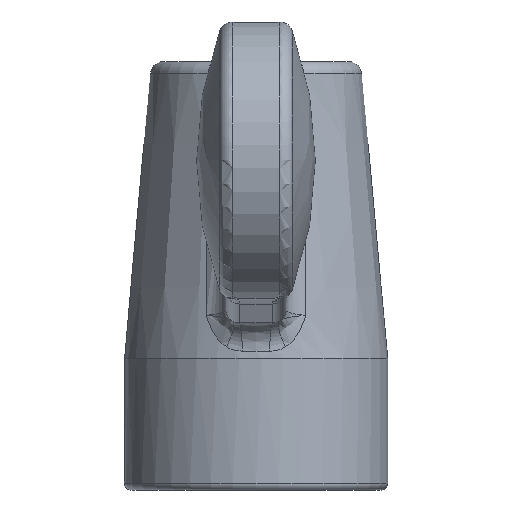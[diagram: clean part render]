
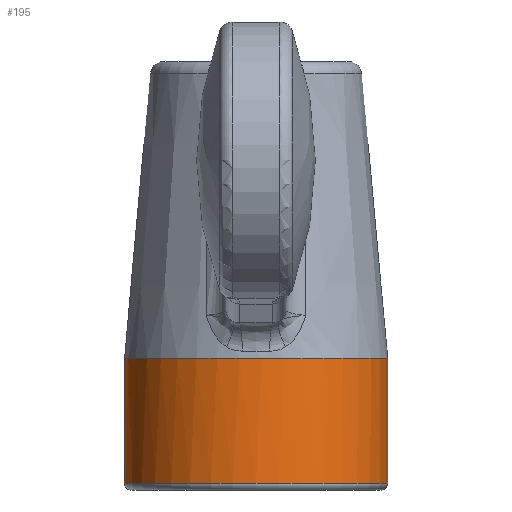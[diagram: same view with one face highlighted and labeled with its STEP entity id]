
A CAD part, front view. The second image highlights one B-rep face of the part: STEP entity #195.
In plain terms, the highlighted cylindrical face has radius 10 mm (diameter 20 mm), a full revolution.
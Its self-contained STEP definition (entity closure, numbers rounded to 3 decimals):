
#195 = ADVANCED_FACE( '', ( #444, #445 ), #446, .T. );
#444 = FACE_OUTER_BOUND( '', #2357, .T. );
#445 = FACE_OUTER_BOUND( '', #2358, .T. );
#446 = CYLINDRICAL_SURFACE( '', #2359, 10. );
#2357 = EDGE_LOOP( '', ( #4920 ) );
#2358 = EDGE_LOOP( '', ( #4921 ) );
#2359 = AXIS2_PLACEMENT_3D( '', #4922, #4923, #4924 );
#4920 = ORIENTED_EDGE( '', *, *, #5486, .T. );
#4921 = ORIENTED_EDGE( '', *, *, #5487, .F. );
#4922 = CARTESIAN_POINT( '', ( 0., 0., 32. ) );
#4923 = DIRECTION( '', ( 0., 0., -1. ) );
#4924 = DIRECTION( '', ( 1., 0., 0. ) );
#5486 = EDGE_CURVE( '', #5891, #5891, #5892, .T. );
#5487 = EDGE_CURVE( '', #5893, #5893, #5894, .T. );
#5891 = VERTEX_POINT( '', #7596 );
#5892 = CIRCLE( '', #7597, 10. );
#5893 = VERTEX_POINT( '', #7598 );
#5894 = CIRCLE( '', #7599, 10. );
#7596 = CARTESIAN_POINT( '', ( 10., 0., 0.5 ) );
#7597 = AXIS2_PLACEMENT_3D( '', #8569, #8570, #8571 );
#7598 = CARTESIAN_POINT( '', ( 10., 0., 10. ) );
#7599 = AXIS2_PLACEMENT_3D( '', #8572, #8573, #8574 );
#8569 = CARTESIAN_POINT( '', ( 0., 0., 0.5 ) );
#8570 = DIRECTION( '', ( 0., 0., 1. ) );
#8571 = DIRECTION( '', ( 1., 0., 0. ) );
#8572 = CARTESIAN_POINT( '', ( 0., 0., 10. ) );
#8573 = DIRECTION( '', ( 0., 0., 1. ) );
#8574 = DIRECTION( '', ( 1., 0., 0. ) );
